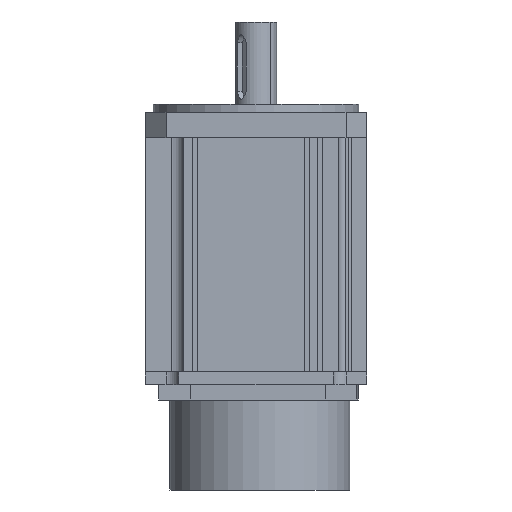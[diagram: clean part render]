
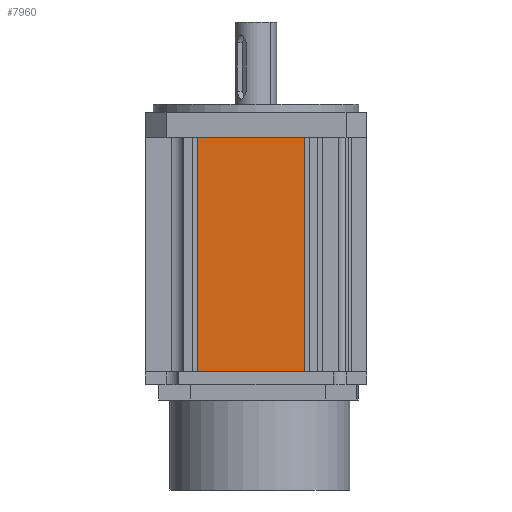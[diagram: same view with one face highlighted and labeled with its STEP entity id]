
A CAD part, front view. The second image highlights one B-rep face of the part: STEP entity #7960.
In plain terms, the highlighted planar face has unit normal (0, -1, 0).
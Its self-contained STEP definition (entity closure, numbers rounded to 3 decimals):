
#68 = EDGE_CURVE ( 'NONE', #444, #8076, #510, .T. ) ;
#226 = LINE ( 'NONE', #1154, #7244 ) ;
#444 = VERTEX_POINT ( 'NONE', #7403 ) ;
#475 = ORIENTED_EDGE ( 'NONE', *, *, #3114, .F. ) ;
#510 = LINE ( 'NONE', #9610, #2317 ) ;
#1154 = CARTESIAN_POINT ( 'NONE',  ( 61.869, 0., -91. ) ) ;
#1432 = VECTOR ( 'NONE', #3231, 1000. ) ;
#1976 = VECTOR ( 'NONE', #3479, 1000. ) ;
#2171 = CARTESIAN_POINT ( 'NONE',  ( 61.869, 0., 0. ) ) ;
#2317 = VECTOR ( 'NONE', #2532, 1000. ) ;
#2532 = DIRECTION ( 'NONE',  ( 1., 0., 0. ) ) ;
#2740 = EDGE_CURVE ( 'NONE', #9474, #4912, #3194, .T. ) ;
#2850 = DIRECTION ( 'NONE',  ( 0., -1., 0. ) ) ;
#3114 = EDGE_CURVE ( 'NONE', #9474, #444, #8089, .T. ) ;
#3194 = LINE ( 'NONE', #3447, #1976 ) ;
#3231 = DIRECTION ( 'NONE',  ( 0., 0., 1. ) ) ;
#3447 = CARTESIAN_POINT ( 'NONE',  ( 15., 0., -91. ) ) ;
#3479 = DIRECTION ( 'NONE',  ( 1., 0., 0. ) ) ;
#3705 = CARTESIAN_POINT ( 'NONE',  ( 15., 0., -91. ) ) ;
#4536 = CARTESIAN_POINT ( 'NONE',  ( 20.131, 0., -91. ) ) ;
#4795 = AXIS2_PLACEMENT_3D ( 'NONE', #3705, #2850, #9763 ) ;
#4912 = VERTEX_POINT ( 'NONE', #6124 ) ;
#6124 = CARTESIAN_POINT ( 'NONE',  ( 61.869, 0., -91. ) ) ;
#7004 = CARTESIAN_POINT ( 'NONE',  ( 20.131, 0., -91. ) ) ;
#7229 = EDGE_LOOP ( 'NONE', ( #7266, #9406, #8098, #475 ) ) ;
#7244 = VECTOR ( 'NONE', #9725, 1000. ) ;
#7266 = ORIENTED_EDGE ( 'NONE', *, *, #2740, .T. ) ;
#7403 = CARTESIAN_POINT ( 'NONE',  ( 20.131, 0., 0. ) ) ;
#7960 = ADVANCED_FACE ( 'NONE', ( #8864 ), #8344, .T. ) ;
#8076 = VERTEX_POINT ( 'NONE', #2171 ) ;
#8089 = LINE ( 'NONE', #7004, #1432 ) ;
#8098 = ORIENTED_EDGE ( 'NONE', *, *, #68, .F. ) ;
#8344 = PLANE ( 'NONE',  #4795 ) ;
#8864 = FACE_OUTER_BOUND ( 'NONE', #7229, .T. ) ;
#8909 = EDGE_CURVE ( 'NONE', #4912, #8076, #226, .T. ) ;
#9406 = ORIENTED_EDGE ( 'NONE', *, *, #8909, .T. ) ;
#9474 = VERTEX_POINT ( 'NONE', #4536 ) ;
#9610 = CARTESIAN_POINT ( 'NONE',  ( 15., 0., 0. ) ) ;
#9725 = DIRECTION ( 'NONE',  ( 0., 0., 1. ) ) ;
#9763 = DIRECTION ( 'NONE',  ( 1., 0., 0. ) ) ;
